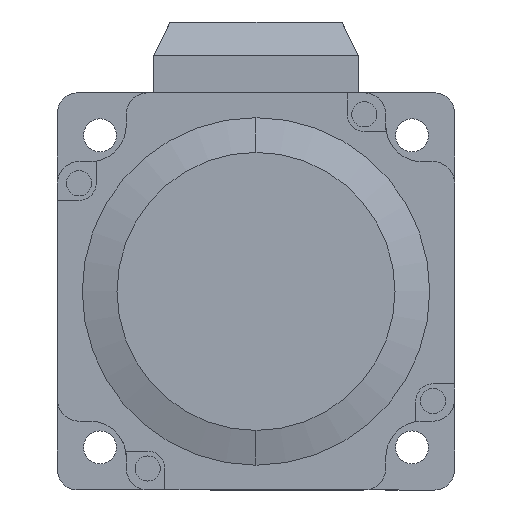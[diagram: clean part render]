
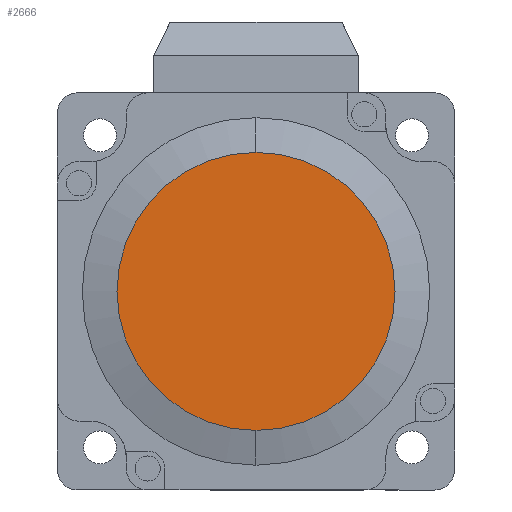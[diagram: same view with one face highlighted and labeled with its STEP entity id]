
A CAD part, front view. The second image highlights one B-rep face of the part: STEP entity #2666.
In plain terms, the highlighted planar face has unit normal (0, -1, 0).
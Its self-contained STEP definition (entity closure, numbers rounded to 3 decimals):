
#21 = CARTESIAN_POINT ( 'NONE',  ( 30., -1.5, -30. ) ) ;
#132 = DIRECTION ( 'NONE',  ( 0., 1., 0. ) ) ;
#370 = AXIS2_PLACEMENT_3D ( 'NONE', #2514, #8362, #3373 ) ;
#551 = DIRECTION ( 'NONE',  ( 0., 0., 1. ) ) ;
#1836 = FACE_OUTER_BOUND ( 'NONE', #8266, .T. ) ;
#2132 = ORIENTED_EDGE ( 'NONE', *, *, #7312, .F. ) ;
#2514 = CARTESIAN_POINT ( 'NONE',  ( 30., -1.5, -30. ) ) ;
#2666 = ADVANCED_FACE ( 'NONE', ( #1836 ), #6588, .F. ) ;
#2718 = AXIS2_PLACEMENT_3D ( 'NONE', #21, #132, #551 ) ;
#3131 = CARTESIAN_POINT ( 'NONE',  ( 30., -1.5, -51. ) ) ;
#3343 = ORIENTED_EDGE ( 'NONE', *, *, #9562, .F. ) ;
#3373 = DIRECTION ( 'NONE',  ( 0., 0., 1. ) ) ;
#3374 = AXIS2_PLACEMENT_3D ( 'NONE', #9993, #5033, #10828 ) ;
#4133 = VERTEX_POINT ( 'NONE', #8373 ) ;
#5033 = DIRECTION ( 'NONE',  ( 0., 1., 0. ) ) ;
#5975 = VERTEX_POINT ( 'NONE', #3131 ) ;
#6588 = PLANE ( 'NONE',  #2718 ) ;
#7312 = EDGE_CURVE ( 'NONE', #4133, #5975, #7864, .T. ) ;
#7864 = CIRCLE ( 'NONE', #370, 21. ) ;
#8050 = CIRCLE ( 'NONE', #3374, 21. ) ;
#8266 = EDGE_LOOP ( 'NONE', ( #2132, #3343 ) ) ;
#8362 = DIRECTION ( 'NONE',  ( 0., 1., 0. ) ) ;
#8373 = CARTESIAN_POINT ( 'NONE',  ( 30., -1.5, -9. ) ) ;
#9562 = EDGE_CURVE ( 'NONE', #5975, #4133, #8050, .T. ) ;
#9993 = CARTESIAN_POINT ( 'NONE',  ( 30., -1.5, -30. ) ) ;
#10828 = DIRECTION ( 'NONE',  ( 0., 0., 1. ) ) ;
